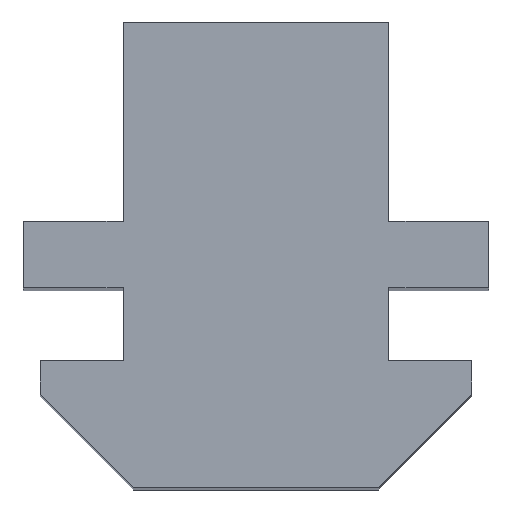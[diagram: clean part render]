
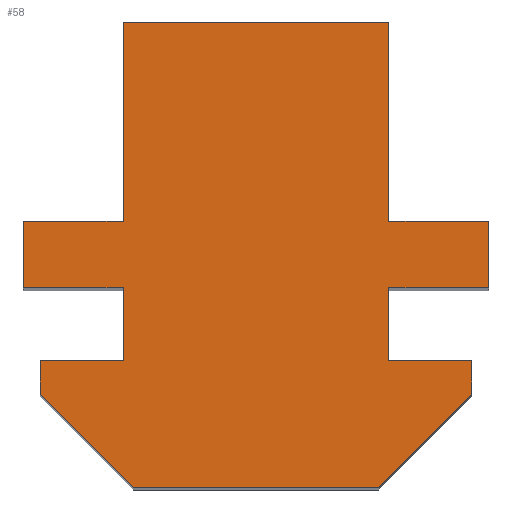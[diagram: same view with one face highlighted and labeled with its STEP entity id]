
A CAD part, top view. The second image highlights one B-rep face of the part: STEP entity #58.
In plain terms, the highlighted planar face has unit normal (0, 0, 1).
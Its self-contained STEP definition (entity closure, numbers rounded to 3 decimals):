
#1 = AXIS2_PLACEMENT_3D ( 'NONE', #109, #195, #204 ) ;
#17 = EDGE_CURVE ( 'NONE', #185, #145, #471, .T. ) ;
#20 = DIRECTION ( 'NONE',  ( -1., 0., 0. ) ) ;
#21 = CARTESIAN_POINT ( 'NONE',  ( 3.7, 6., 50. ) ) ;
#23 = DIRECTION ( 'NONE',  ( 1., 0., 0. ) ) ;
#24 = CARTESIAN_POINT ( 'NONE',  ( 3.7, 14., 50. ) ) ;
#27 = DIRECTION ( 'NONE',  ( 0., -1., 0. ) ) ;
#33 = CARTESIAN_POINT ( 'NONE',  ( 3.7, 8., 50. ) ) ;
#34 = DIRECTION ( 'NONE',  ( 1., 0., 0. ) ) ;
#39 = CARTESIAN_POINT ( 'NONE',  ( 10.2, 3.3, 50. ) ) ;
#40 = DIRECTION ( 'NONE',  ( 0., 1., 0. ) ) ;
#58 = ADVANCED_FACE ( 'NONE', ( #491 ), #126, .F. ) ;
#80 = EDGE_CURVE ( 'NONE', #168, #157, #514, .T. ) ;
#82 = EDGE_CURVE ( 'NONE', #160, #168, #518, .T. ) ;
#86 = EDGE_CURVE ( 'NONE', #157, #232, #526, .T. ) ;
#89 = EDGE_CURVE ( 'NONE', #166, #198, #246, .T. ) ;
#93 = EDGE_CURVE ( 'NONE', #170, #161, #489, .T. ) ;
#96 = EDGE_CURVE ( 'NONE', #161, #167, #250, .T. ) ;
#100 = EDGE_CURVE ( 'NONE', #167, #171, #247, .T. ) ;
#103 = EDGE_CURVE ( 'NONE', #171, #160, #352, .T. ) ;
#109 = CARTESIAN_POINT ( 'NONE',  ( 10.7, 0., 50. ) ) ;
#113 = CARTESIAN_POINT ( 'NONE',  ( 7.7, 7., 50. ) ) ;
#126 = PLANE ( 'NONE',  #1 ) ;
#145 = VERTEX_POINT ( 'NONE', #573 ) ;
#148 = VERTEX_POINT ( 'NONE', #572 ) ;
#149 = VERTEX_POINT ( 'NONE', #699 ) ;
#150 = VERTEX_POINT ( 'NONE', #698 ) ;
#152 = VERTEX_POINT ( 'NONE', #696 ) ;
#157 = VERTEX_POINT ( 'NONE', #694 ) ;
#160 = VERTEX_POINT ( 'NONE', #691 ) ;
#161 = VERTEX_POINT ( 'NONE', #690 ) ;
#164 = VERTEX_POINT ( 'NONE', #687 ) ;
#166 = VERTEX_POINT ( 'NONE', #684 ) ;
#167 = VERTEX_POINT ( 'NONE', #683 ) ;
#168 = VERTEX_POINT ( 'NONE', #682 ) ;
#170 = VERTEX_POINT ( 'NONE', #680 ) ;
#171 = VERTEX_POINT ( 'NONE', #678 ) ;
#185 = VERTEX_POINT ( 'NONE', #664 ) ;
#195 = DIRECTION ( 'NONE',  ( 0., 0., -1. ) ) ;
#198 = VERTEX_POINT ( 'NONE', #661 ) ;
#204 = DIRECTION ( 'NONE',  ( -1., 0., 0. ) ) ;
#229 = CARTESIAN_POINT ( 'NONE',  ( 3.7, 6., 50. ) ) ;
#230 = DIRECTION ( 'NONE',  ( -1., 0., 0. ) ) ;
#231 = VERTEX_POINT ( 'NONE', #659 ) ;
#232 = VERTEX_POINT ( 'NONE', #658 ) ;
#245 = VECTOR ( 'NONE', #40, 1000. ) ;
#246 = LINE ( 'NONE', #39, #245 ) ;
#247 = LINE ( 'NONE', #667, #501 ) ;
#250 = LINE ( 'NONE', #646, #251 ) ;
#251 = VECTOR ( 'NONE', #685, 1000. ) ;
#297 = ORIENTED_EDGE ( 'NONE', *, *, #566, .T. ) ;
#298 = ORIENTED_EDGE ( 'NONE', *, *, #567, .T. ) ;
#299 = ORIENTED_EDGE ( 'NONE', *, *, #89, .T. ) ;
#300 = ORIENTED_EDGE ( 'NONE', *, *, #551, .F. ) ;
#301 = ORIENTED_EDGE ( 'NONE', *, *, #549, .F. ) ;
#302 = ORIENTED_EDGE ( 'NONE', *, *, #548, .F. ) ;
#303 = ORIENTED_EDGE ( 'NONE', *, *, #17, .F. ) ;
#304 = ORIENTED_EDGE ( 'NONE', *, *, #553, .F. ) ;
#305 = ORIENTED_EDGE ( 'NONE', *, *, #86, .F. ) ;
#306 = ORIENTED_EDGE ( 'NONE', *, *, #80, .F. ) ;
#307 = ORIENTED_EDGE ( 'NONE', *, *, #82, .F. ) ;
#308 = ORIENTED_EDGE ( 'NONE', *, *, #103, .F. ) ;
#309 = ORIENTED_EDGE ( 'NONE', *, *, #100, .F. ) ;
#310 = ORIENTED_EDGE ( 'NONE', *, *, #96, .F. ) ;
#311 = ORIENTED_EDGE ( 'NONE', *, *, #93, .F. ) ;
#312 = ORIENTED_EDGE ( 'NONE', *, *, #569, .F. ) ;
#313 = ORIENTED_EDGE ( 'NONE', *, *, #564, .T. ) ;
#314 = ORIENTED_EDGE ( 'NONE', *, *, #558, .F. ) ;
#332 = EDGE_LOOP ( 'NONE', ( #297, #298, #301, #299, #300, #302, #303, #304, #305, #306, #307, #308, #309, #310, #311, #312, #313, #314 ) ) ;
#349 = VECTOR ( 'NONE', #636, 1000. ) ;
#352 = LINE ( 'NONE', #641, #349 ) ;
#356 = LINE ( 'NONE', #640, #360 ) ;
#360 = VECTOR ( 'NONE', #639, 1000. ) ;
#372 = VECTOR ( 'NONE', #626, 1000. ) ;
#373 = LINE ( 'NONE', #627, #372 ) ;
#379 = VECTOR ( 'NONE', #608, 1000. ) ;
#380 = LINE ( 'NONE', #611, #382 ) ;
#382 = VECTOR ( 'NONE', #610, 1000. ) ;
#383 = LINE ( 'NONE', #609, #379 ) ;
#384 = VECTOR ( 'NONE', #604, 1000. ) ;
#434 = LINE ( 'NONE', #615, #448 ) ;
#446 = LINE ( 'NONE', #605, #384 ) ;
#448 = VECTOR ( 'NONE', #614, 1000. ) ;
#449 = LINE ( 'NONE', #648, #450 ) ;
#450 = VECTOR ( 'NONE', #647, 1000. ) ;
#455 = LINE ( 'NONE', #657, #460 ) ;
#458 = LINE ( 'NONE', #654, #459 ) ;
#459 = VECTOR ( 'NONE', #653, 1000. ) ;
#460 = VECTOR ( 'NONE', #656, 1000. ) ;
#471 = LINE ( 'NONE', #229, #472 ) ;
#472 = VECTOR ( 'NONE', #230, 1000. ) ;
#484 = VECTOR ( 'NONE', #20, 1000. ) ;
#489 = LINE ( 'NONE', #21, #484 ) ;
#491 = FACE_OUTER_BOUND ( 'NONE', #332, .T. ) ;
#501 = VECTOR ( 'NONE', #655, 1000. ) ;
#514 = LINE ( 'NONE', #113, #515 ) ;
#515 = VECTOR ( 'NONE', #27, 1000. ) ;
#518 = LINE ( 'NONE', #24, #519 ) ;
#519 = VECTOR ( 'NONE', #23, 1000. ) ;
#526 = LINE ( 'NONE', #33, #527 ) ;
#527 = VECTOR ( 'NONE', #34, 1000. ) ;
#548 = EDGE_CURVE ( 'NONE', #145, #149, #455, .T. ) ;
#549 = EDGE_CURVE ( 'NONE', #166, #152, #458, .T. ) ;
#551 = EDGE_CURVE ( 'NONE', #149, #198, #449, .T. ) ;
#553 = EDGE_CURVE ( 'NONE', #232, #185, #356, .T. ) ;
#558 = EDGE_CURVE ( 'NONE', #150, #148, #373, .T. ) ;
#564 = EDGE_CURVE ( 'NONE', #164, #148, #434, .T. ) ;
#566 = EDGE_CURVE ( 'NONE', #150, #231, #380, .T. ) ;
#567 = EDGE_CURVE ( 'NONE', #231, #152, #383, .T. ) ;
#569 = EDGE_CURVE ( 'NONE', #164, #170, #446, .T. ) ;
#572 = CARTESIAN_POINT ( 'NONE',  ( -2.8, 3.8, 50. ) ) ;
#573 = CARTESIAN_POINT ( 'NONE',  ( 7.7, 6., 50. ) ) ;
#604 = DIRECTION ( 'NONE',  ( 0., 1., 0. ) ) ;
#605 = CARTESIAN_POINT ( 'NONE',  ( -0.3, 7., 50. ) ) ;
#608 = DIRECTION ( 'NONE',  ( 1., 0., 0. ) ) ;
#609 = CARTESIAN_POINT ( 'NONE',  ( 3.7, 0., 50. ) ) ;
#610 = DIRECTION ( 'NONE',  ( 0.707, -0.707, 0. ) ) ;
#611 = CARTESIAN_POINT ( 'NONE',  ( -1.4, 1.4, 50. ) ) ;
#614 = DIRECTION ( 'NONE',  ( -1., 0., 0. ) ) ;
#615 = CARTESIAN_POINT ( 'NONE',  ( -1.55, 3.8, 50. ) ) ;
#626 = DIRECTION ( 'NONE',  ( 0., 1., 0. ) ) ;
#627 = CARTESIAN_POINT ( 'NONE',  ( -2.8, 7., 50. ) ) ;
#636 = DIRECTION ( 'NONE',  ( 0., 1., 0. ) ) ;
#639 = DIRECTION ( 'NONE',  ( 0., -1., 0. ) ) ;
#640 = CARTESIAN_POINT ( 'NONE',  ( 10.7, 7., 50. ) ) ;
#641 = CARTESIAN_POINT ( 'NONE',  ( -0.3, 7., 50. ) ) ;
#646 = CARTESIAN_POINT ( 'NONE',  ( -3.3, 7., 50. ) ) ;
#647 = DIRECTION ( 'NONE',  ( 1., 0., 0. ) ) ;
#648 = CARTESIAN_POINT ( 'NONE',  ( 3.7, 3.8, 50. ) ) ;
#653 = DIRECTION ( 'NONE',  ( -0.707, -0.707, 0. ) ) ;
#654 = CARTESIAN_POINT ( 'NONE',  ( 10.2, 2.8, 50. ) ) ;
#655 = DIRECTION ( 'NONE',  ( 1., 0., 0. ) ) ;
#656 = DIRECTION ( 'NONE',  ( 0., -1., 0. ) ) ;
#657 = CARTESIAN_POINT ( 'NONE',  ( 7.7, 7., 50. ) ) ;
#658 = CARTESIAN_POINT ( 'NONE',  ( 10.7, 8., 50. ) ) ;
#659 = CARTESIAN_POINT ( 'NONE',  ( 0., 0., 50. ) ) ;
#661 = CARTESIAN_POINT ( 'NONE',  ( 10.2, 3.8, 50. ) ) ;
#664 = CARTESIAN_POINT ( 'NONE',  ( 10.7, 6., 50. ) ) ;
#667 = CARTESIAN_POINT ( 'NONE',  ( 3.7, 8., 50. ) ) ;
#678 = CARTESIAN_POINT ( 'NONE',  ( -0.3, 8., 50. ) ) ;
#680 = CARTESIAN_POINT ( 'NONE',  ( -0.3, 6., 50. ) ) ;
#682 = CARTESIAN_POINT ( 'NONE',  ( 7.7, 14., 50. ) ) ;
#683 = CARTESIAN_POINT ( 'NONE',  ( -3.3, 8., 50. ) ) ;
#684 = CARTESIAN_POINT ( 'NONE',  ( 10.2, 2.8, 50. ) ) ;
#685 = DIRECTION ( 'NONE',  ( 0., 1., 0. ) ) ;
#687 = CARTESIAN_POINT ( 'NONE',  ( -0.3, 3.8, 50. ) ) ;
#690 = CARTESIAN_POINT ( 'NONE',  ( -3.3, 6., 50. ) ) ;
#691 = CARTESIAN_POINT ( 'NONE',  ( -0.3, 14., 50. ) ) ;
#694 = CARTESIAN_POINT ( 'NONE',  ( 7.7, 8., 50. ) ) ;
#696 = CARTESIAN_POINT ( 'NONE',  ( 7.4, 0., 50. ) ) ;
#698 = CARTESIAN_POINT ( 'NONE',  ( -2.8, 2.8, 50. ) ) ;
#699 = CARTESIAN_POINT ( 'NONE',  ( 7.7, 3.8, 50. ) ) ;
